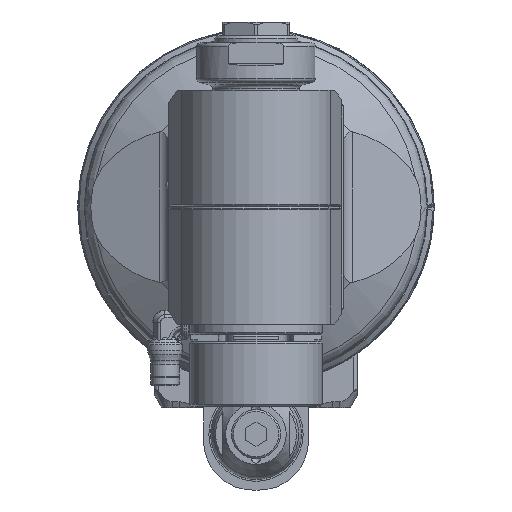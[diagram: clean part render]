
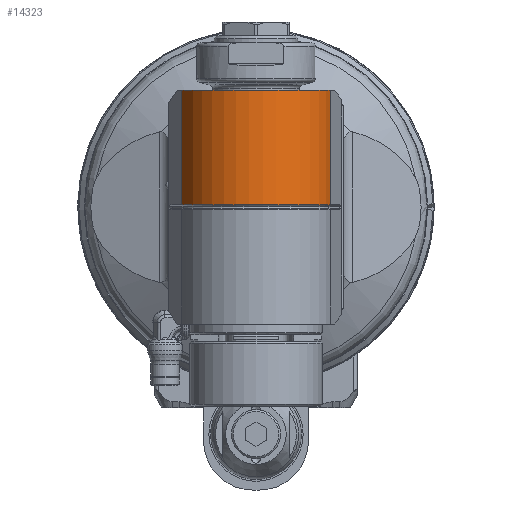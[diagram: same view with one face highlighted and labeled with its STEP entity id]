
A CAD part, front view. The second image highlights one B-rep face of the part: STEP entity #14323.
In plain terms, the highlighted cylindrical face has radius 22 mm (diameter 44 mm), a partial arc.
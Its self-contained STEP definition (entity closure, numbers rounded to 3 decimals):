
#950=LINE('',#22436,#1930);
#959=LINE('',#22470,#1939);
#1930=VECTOR('',#17598,32.834);
#1939=VECTOR('',#17635,32.834);
#2838=CYLINDRICAL_SURFACE('',#15445,22.);
#3171=FACE_OUTER_BOUND('',#4112,.T.);
#4112=EDGE_LOOP('',(#10071,#10072,#10073,#10074));
#5053=CIRCLE('',#15268,22.);
#5143=CIRCLE('',#15443,22.);
#5911=VERTEX_POINT('',#21770);
#5912=VERTEX_POINT('',#21772);
#6061=VERTEX_POINT('',#22434);
#6068=VERTEX_POINT('',#22464);
#7379=EDGE_CURVE('',#5911,#5912,#5053,.T.);
#7580=EDGE_CURVE('',#5911,#6061,#950,.T.);
#7593=EDGE_CURVE('',#6068,#6061,#5143,.T.);
#7596=EDGE_CURVE('',#6068,#5912,#959,.T.);
#10071=ORIENTED_EDGE('',*,*,#7593,.F.);
#10072=ORIENTED_EDGE('',*,*,#7596,.T.);
#10073=ORIENTED_EDGE('',*,*,#7379,.F.);
#10074=ORIENTED_EDGE('',*,*,#7580,.T.);
#14323=ADVANCED_FACE('',(#3171),#2838,.T.);
#15268=AXIS2_PLACEMENT_3D('',#21773,#17200,#17201);
#15443=AXIS2_PLACEMENT_3D('',#22465,#17628,#17629);
#15445=AXIS2_PLACEMENT_3D('',#22469,#17633,#17634);
#17200=DIRECTION('center_axis',(0.,-1.,0.));
#17201=DIRECTION('ref_axis',(0.259,0.,-0.966));
#17598=DIRECTION('',(0.,1.,0.));
#17628=DIRECTION('center_axis',(0.,1.,0.));
#17629=DIRECTION('ref_axis',(0.259,0.,0.966));
#17633=DIRECTION('center_axis',(0.,1.,0.));
#17634=DIRECTION('ref_axis',(1.,0.,0.));
#17635=DIRECTION('',(0.,-1.,0.));
#21770=CARTESIAN_POINT('',(85.694,-33.5,-21.25));
#21772=CARTESIAN_POINT('',(85.694,-33.5,21.25));
#21773=CARTESIAN_POINT('Origin',(80.,-33.5,0.));
#22434=CARTESIAN_POINT('',(85.694,-0.666,-21.25));
#22436=CARTESIAN_POINT('',(85.694,-33.5,-21.25));
#22464=CARTESIAN_POINT('',(85.694,-0.666,21.25));
#22465=CARTESIAN_POINT('Origin',(80.,-0.666,0.));
#22469=CARTESIAN_POINT('Origin',(80.,-71.538,0.));
#22470=CARTESIAN_POINT('',(85.694,-0.666,21.25));
